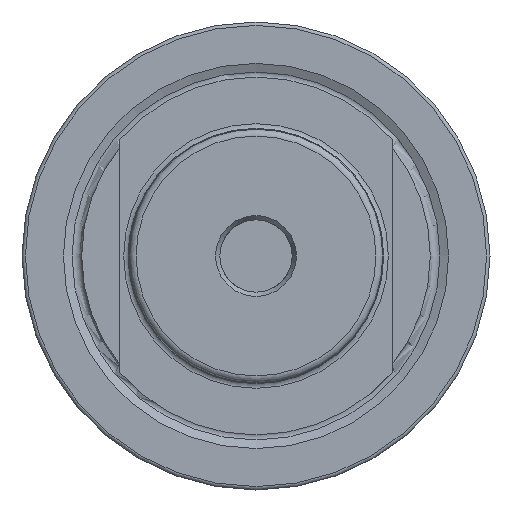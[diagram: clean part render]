
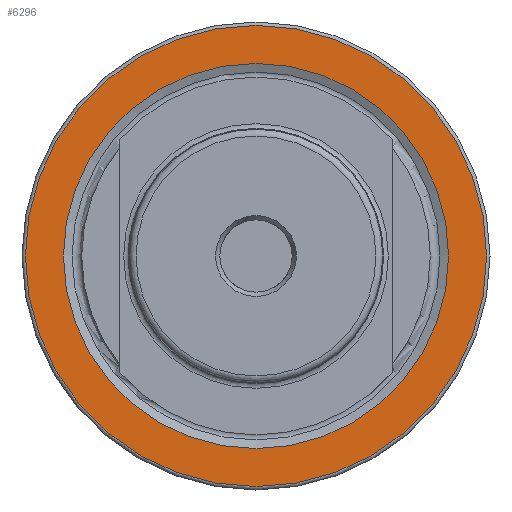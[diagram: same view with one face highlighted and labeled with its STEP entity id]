
A CAD part, left-side view. The second image highlights one B-rep face of the part: STEP entity #6296.
In plain terms, the highlighted planar face has unit normal (-1, 0, 0).
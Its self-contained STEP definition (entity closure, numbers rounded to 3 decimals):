
#483 = PLANE ( 'NONE',  #2875 ) ;
#1134 = EDGE_CURVE ( 'NONE', #5945, #5945, #5049, .T. ) ;
#1283 = FACE_BOUND ( 'NONE', #4210, .T. ) ;
#1545 = DIRECTION ( 'NONE',  ( 1., 0., 0. ) ) ;
#1582 = CIRCLE ( 'NONE', #2238, 27.1 ) ;
#1958 = ORIENTED_EDGE ( 'NONE', *, *, #3348, .T. ) ;
#2238 = AXIS2_PLACEMENT_3D ( 'NONE', #3091, #5682, #3024 ) ;
#2472 = DIRECTION ( 'NONE',  ( -1., 0., 0. ) ) ;
#2493 = FACE_OUTER_BOUND ( 'NONE', #6182, .T. ) ;
#2875 = AXIS2_PLACEMENT_3D ( 'NONE', #3556, #1545, #6089 ) ;
#2992 = CARTESIAN_POINT ( 'NONE',  ( 30., 0., 0. ) ) ;
#3024 = DIRECTION ( 'NONE',  ( 0., 0., 1. ) ) ;
#3091 = CARTESIAN_POINT ( 'NONE',  ( 30., 0., 0. ) ) ;
#3277 = CARTESIAN_POINT ( 'NONE',  ( 30., 0., 27.1 ) ) ;
#3305 = CARTESIAN_POINT ( 'NONE',  ( 30., 0., 22.632 ) ) ;
#3348 = EDGE_CURVE ( 'NONE', #5759, #5759, #1582, .T. ) ;
#3556 = CARTESIAN_POINT ( 'NONE',  ( 30., -22.632, 0. ) ) ;
#4131 = ORIENTED_EDGE ( 'NONE', *, *, #1134, .F. ) ;
#4210 = EDGE_LOOP ( 'NONE', ( #4131 ) ) ;
#5049 = CIRCLE ( 'NONE', #6357, 22.632 ) ;
#5682 = DIRECTION ( 'NONE',  ( -1., 0., 0. ) ) ;
#5759 = VERTEX_POINT ( 'NONE', #3277 ) ;
#5945 = VERTEX_POINT ( 'NONE', #3305 ) ;
#6003 = DIRECTION ( 'NONE',  ( 0., 0., 1. ) ) ;
#6089 = DIRECTION ( 'NONE',  ( 0., 0., -1. ) ) ;
#6182 = EDGE_LOOP ( 'NONE', ( #1958 ) ) ;
#6296 = ADVANCED_FACE ( 'NONE', ( #1283, #2493 ), #483, .F. ) ;
#6357 = AXIS2_PLACEMENT_3D ( 'NONE', #2992, #2472, #6003 ) ;
